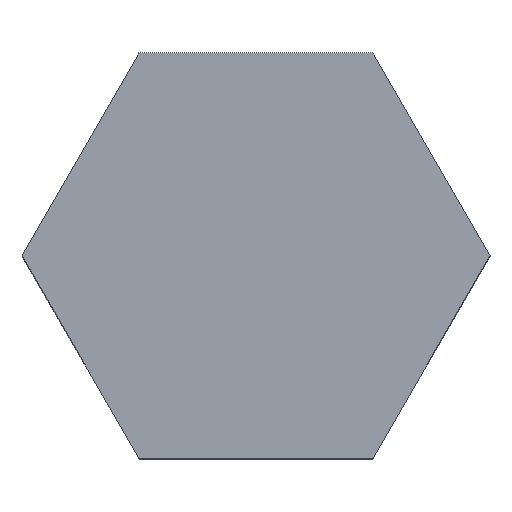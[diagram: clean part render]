
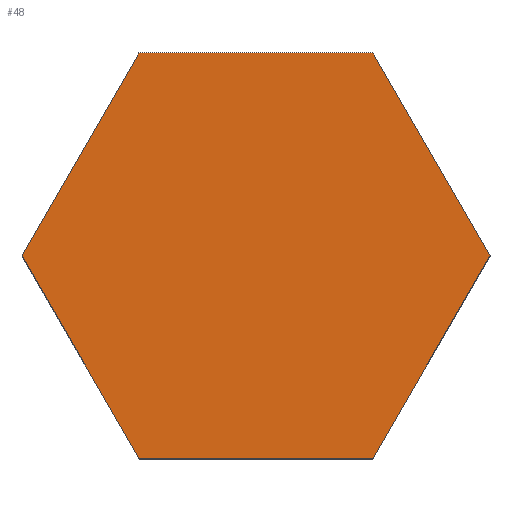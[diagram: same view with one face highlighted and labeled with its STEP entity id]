
A CAD part, top view. The second image highlights one B-rep face of the part: STEP entity #48.
In plain terms, the highlighted planar face has unit normal (0, 0, 1).
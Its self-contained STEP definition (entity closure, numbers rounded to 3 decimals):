
#3 = CARTESIAN_POINT ( 'NONE',  ( -1.646, 24.196, 40. ) ) ;
#10 = VERTEX_POINT ( 'NONE', #98 ) ;
#12 = CARTESIAN_POINT ( 'NONE',  ( 9.901, 4.196, 40. ) ) ;
#30 = LINE ( 'NONE', #173, #102 ) ;
#39 = ORIENTED_EDGE ( 'NONE', *, *, #71, .T. ) ;
#45 = PLANE ( 'NONE',  #282 ) ;
#48 = ADVANCED_FACE ( 'NONE', ( #162 ), #45, .T. ) ;
#51 = EDGE_CURVE ( 'NONE', #198, #10, #228, .T. ) ;
#55 = DIRECTION ( 'NONE',  ( -0.5, -0.866, 0. ) ) ;
#60 = VERTEX_POINT ( 'NONE', #283 ) ;
#71 = EDGE_CURVE ( 'NONE', #127, #60, #30, .T. ) ;
#76 = DIRECTION ( 'NONE',  ( 0., 0., 1. ) ) ;
#81 = CARTESIAN_POINT ( 'NONE',  ( -36.287, 4.196, 40. ) ) ;
#83 = ORIENTED_EDGE ( 'NONE', *, *, #113, .T. ) ;
#84 = CARTESIAN_POINT ( 'NONE',  ( -1.646, -15.804, 40. ) ) ;
#98 = CARTESIAN_POINT ( 'NONE',  ( -1.646, 24.196, 40. ) ) ;
#99 = EDGE_CURVE ( 'NONE', #226, #152, #233, .T. ) ;
#102 = VECTOR ( 'NONE', #55, 1000. ) ;
#108 = DIRECTION ( 'NONE',  ( -0.5, 0.866, 0. ) ) ;
#113 = EDGE_CURVE ( 'NONE', #152, #198, #302, .T. ) ;
#127 = VERTEX_POINT ( 'NONE', #255 ) ;
#129 = DIRECTION ( 'NONE',  ( 1., 0., 0. ) ) ;
#145 = DIRECTION ( 'NONE',  ( 0.5, -0.866, 0. ) ) ;
#152 = VERTEX_POINT ( 'NONE', #84 ) ;
#153 = CARTESIAN_POINT ( 'NONE',  ( 9.901, 4.196, 40. ) ) ;
#155 = VECTOR ( 'NONE', #108, 1000. ) ;
#160 = CARTESIAN_POINT ( 'NONE',  ( -24.74, -15.804, 40. ) ) ;
#162 = FACE_OUTER_BOUND ( 'NONE', #203, .T. ) ;
#163 = VECTOR ( 'NONE', #199, 1000. ) ;
#168 = EDGE_CURVE ( 'NONE', #60, #226, #195, .T. ) ;
#173 = CARTESIAN_POINT ( 'NONE',  ( -24.74, 24.196, 40. ) ) ;
#179 = ORIENTED_EDGE ( 'NONE', *, *, #212, .T. ) ;
#187 = DIRECTION ( 'NONE',  ( 1., 0., 0. ) ) ;
#195 = LINE ( 'NONE', #81, #287 ) ;
#198 = VERTEX_POINT ( 'NONE', #153 ) ;
#199 = DIRECTION ( 'NONE',  ( -1., 0., 0. ) ) ;
#203 = EDGE_LOOP ( 'NONE', ( #247, #83, #219, #179, #39, #292 ) ) ;
#212 = EDGE_CURVE ( 'NONE', #10, #127, #224, .T. ) ;
#213 = CARTESIAN_POINT ( 'NONE',  ( -1.646, -15.804, 40. ) ) ;
#219 = ORIENTED_EDGE ( 'NONE', *, *, #51, .T. ) ;
#224 = LINE ( 'NONE', #3, #163 ) ;
#226 = VERTEX_POINT ( 'NONE', #266 ) ;
#228 = LINE ( 'NONE', #12, #155 ) ;
#232 = CARTESIAN_POINT ( 'NONE',  ( 0., 0., 40. ) ) ;
#233 = LINE ( 'NONE', #160, #300 ) ;
#247 = ORIENTED_EDGE ( 'NONE', *, *, #99, .T. ) ;
#255 = CARTESIAN_POINT ( 'NONE',  ( -24.74, 24.196, 40. ) ) ;
#266 = CARTESIAN_POINT ( 'NONE',  ( -24.74, -15.804, 40. ) ) ;
#278 = VECTOR ( 'NONE', #303, 1000. ) ;
#282 = AXIS2_PLACEMENT_3D ( 'NONE', #232, #76, #129 ) ;
#283 = CARTESIAN_POINT ( 'NONE',  ( -36.287, 4.196, 40. ) ) ;
#287 = VECTOR ( 'NONE', #145, 1000. ) ;
#292 = ORIENTED_EDGE ( 'NONE', *, *, #168, .T. ) ;
#300 = VECTOR ( 'NONE', #187, 1000. ) ;
#302 = LINE ( 'NONE', #213, #278 ) ;
#303 = DIRECTION ( 'NONE',  ( 0.5, 0.866, 0. ) ) ;
